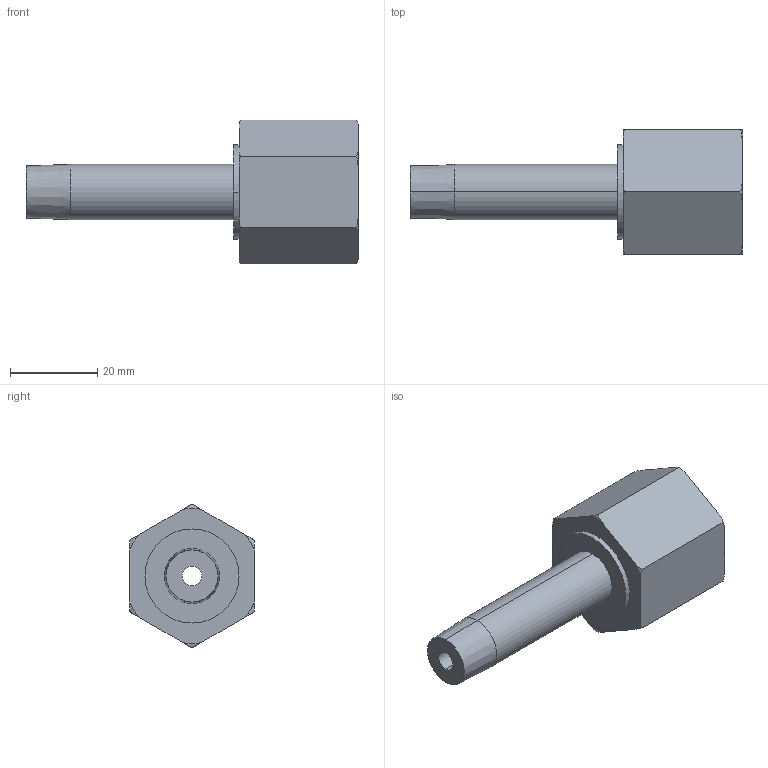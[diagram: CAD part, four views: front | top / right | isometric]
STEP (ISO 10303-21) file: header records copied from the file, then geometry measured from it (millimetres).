
FILE_DESCRIPTION((''),'2;1');
FILE_NAME('MCNN-0359-SA','2023-04-26T08:28:10',('DLachman'),('MATHESON TRI-GAS'),'CREO PARAMETRIC BY PTC INC, 2022281','CREO PARAMETRIC BY PTC INC, 2022281','');
FILE_SCHEMA(('CONFIG_CONTROL_DESIGN'));
Length unit declared in the file: inch
Products named in the file (1): MCNN-0359-SA
Bounding box: 76.2 x 28.57 x 33 mm (x, y, z)
Volume: 18077 mm3; surface area: 9438.9 mm2
Topology: 1 solids, 1 shells, 39 faces, 94 edges, 62 vertices
Faces by surface type: plane 13, cylinder 12, torus 12, cone 2
Entity records: 1366 total; most frequent: CARTESIAN_POINT 415, ORIENTED_EDGE 188, DIRECTION 186, EDGE_CURVE 94, AXIS2_PLACEMENT_3D 77, VERTEX_POINT 62, EDGE_LOOP 46, FACE_OUTER_BOUND 39
